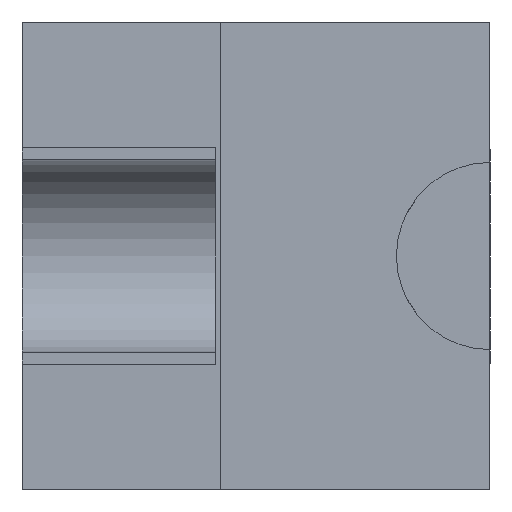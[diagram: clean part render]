
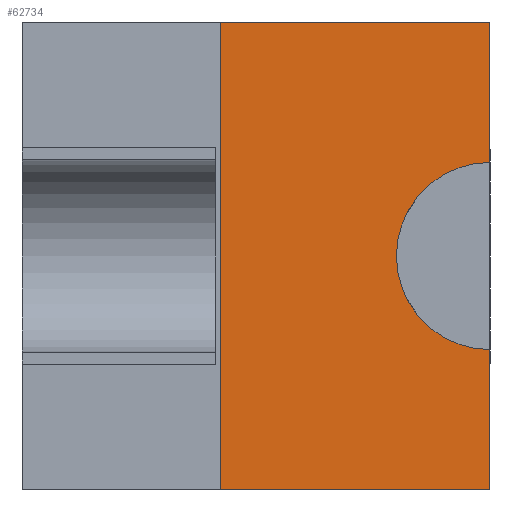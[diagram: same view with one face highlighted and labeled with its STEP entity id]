
A CAD part, left-side view. The second image highlights one B-rep face of the part: STEP entity #62734.
In plain terms, the highlighted planar face has unit normal (-1, 0, 0).
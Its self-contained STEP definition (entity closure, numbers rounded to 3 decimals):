
#808 = VERTEX_POINT ( 'NONE', #65631 ) ;
#1100 = CARTESIAN_POINT ( 'NONE',  ( -176.342, -175.47, 40. ) ) ;
#1101 = CARTESIAN_POINT ( 'NONE',  ( -176.342, -175.47, 12. ) ) ;
#1259 = VERTEX_POINT ( 'NONE', #1101 ) ;
#1722 = DIRECTION ( 'NONE',  ( 0., -1., 0. ) ) ;
#3214 = EDGE_CURVE ( 'NONE', #1259, #29928, #24009, .T. ) ;
#3461 = ORIENTED_EDGE ( 'NONE', *, *, #3214, .F. ) ;
#3578 = CIRCLE ( 'NONE', #65897, 8. ) ;
#3714 = EDGE_CURVE ( 'NONE', #20660, #46178, #59903, .T. ) ;
#4041 = CARTESIAN_POINT ( 'NONE',  ( -176.342, -152.47, 40. ) ) ;
#5125 = DIRECTION ( 'NONE',  ( 0., 0., -1. ) ) ;
#7456 = DIRECTION ( 'NONE',  ( 0., 0., -1. ) ) ;
#12675 = FACE_OUTER_BOUND ( 'NONE', #19702, .T. ) ;
#15837 = ORIENTED_EDGE ( 'NONE', *, *, #15890, .F. ) ;
#15890 = EDGE_CURVE ( 'NONE', #46178, #808, #50231, .T. ) ;
#16784 = CARTESIAN_POINT ( 'NONE',  ( -176.342, -175.47, 40. ) ) ;
#17694 = VECTOR ( 'NONE', #60692, 1000. ) ;
#19637 = ORIENTED_EDGE ( 'NONE', *, *, #3714, .F. ) ;
#19702 = EDGE_LOOP ( 'NONE', ( #3461, #22664, #15837, #19637, #66157, #59032 ) ) ;
#19848 = CARTESIAN_POINT ( 'NONE',  ( -176.342, -152.47, 0. ) ) ;
#20660 = VERTEX_POINT ( 'NONE', #62633 ) ;
#22664 = ORIENTED_EDGE ( 'NONE', *, *, #60254, .F. ) ;
#24009 = LINE ( 'NONE', #50827, #66129 ) ;
#25054 = DIRECTION ( 'NONE',  ( 0., 0., -1. ) ) ;
#27962 = CARTESIAN_POINT ( 'NONE',  ( -176.342, -175.47, 0. ) ) ;
#28078 = EDGE_CURVE ( 'NONE', #20660, #61663, #68554, .T. ) ;
#29928 = VERTEX_POINT ( 'NONE', #27962 ) ;
#31294 = CARTESIAN_POINT ( 'NONE',  ( -176.342, -152.47, 40. ) ) ;
#31492 = AXIS2_PLACEMENT_3D ( 'NONE', #64956, #44396, #7456 ) ;
#33600 = CARTESIAN_POINT ( 'NONE',  ( -176.342, -175.47, 20. ) ) ;
#38827 = DIRECTION ( 'NONE',  ( -1., 0., 0. ) ) ;
#39165 = PLANE ( 'NONE',  #31492 ) ;
#39869 = DIRECTION ( 'NONE',  ( 0., 0., 1. ) ) ;
#42722 = VECTOR ( 'NONE', #1722, 1000. ) ;
#44396 = DIRECTION ( 'NONE',  ( 1., 0., 0. ) ) ;
#46178 = VERTEX_POINT ( 'NONE', #1100 ) ;
#50231 = LINE ( 'NONE', #16784, #17694 ) ;
#50827 = CARTESIAN_POINT ( 'NONE',  ( -176.342, -175.47, 40. ) ) ;
#51827 = DIRECTION ( 'NONE',  ( 0., -1., 0. ) ) ;
#55944 = VECTOR ( 'NONE', #51827, 1000. ) ;
#55992 = LINE ( 'NONE', #67837, #55944 ) ;
#59032 = ORIENTED_EDGE ( 'NONE', *, *, #62027, .T. ) ;
#59903 = LINE ( 'NONE', #4041, #42722 ) ;
#60254 = EDGE_CURVE ( 'NONE', #808, #1259, #3578, .T. ) ;
#60692 = DIRECTION ( 'NONE',  ( 0., 0., -1. ) ) ;
#61663 = VERTEX_POINT ( 'NONE', #19848 ) ;
#62027 = EDGE_CURVE ( 'NONE', #61663, #29928, #55992, .T. ) ;
#62633 = CARTESIAN_POINT ( 'NONE',  ( -176.342, -152.47, 40. ) ) ;
#62734 = ADVANCED_FACE ( 'NONE', ( #12675 ), #39165, .F. ) ;
#64956 = CARTESIAN_POINT ( 'NONE',  ( -176.342, -152.47, 40. ) ) ;
#65631 = CARTESIAN_POINT ( 'NONE',  ( -176.342, -175.47, 28. ) ) ;
#65897 = AXIS2_PLACEMENT_3D ( 'NONE', #33600, #38827, #39869 ) ;
#66129 = VECTOR ( 'NONE', #25054, 1000. ) ;
#66157 = ORIENTED_EDGE ( 'NONE', *, *, #28078, .T. ) ;
#67837 = CARTESIAN_POINT ( 'NONE',  ( -176.342, -152.47, 0. ) ) ;
#68554 = LINE ( 'NONE', #31294, #68569 ) ;
#68569 = VECTOR ( 'NONE', #5125, 1000. ) ;
